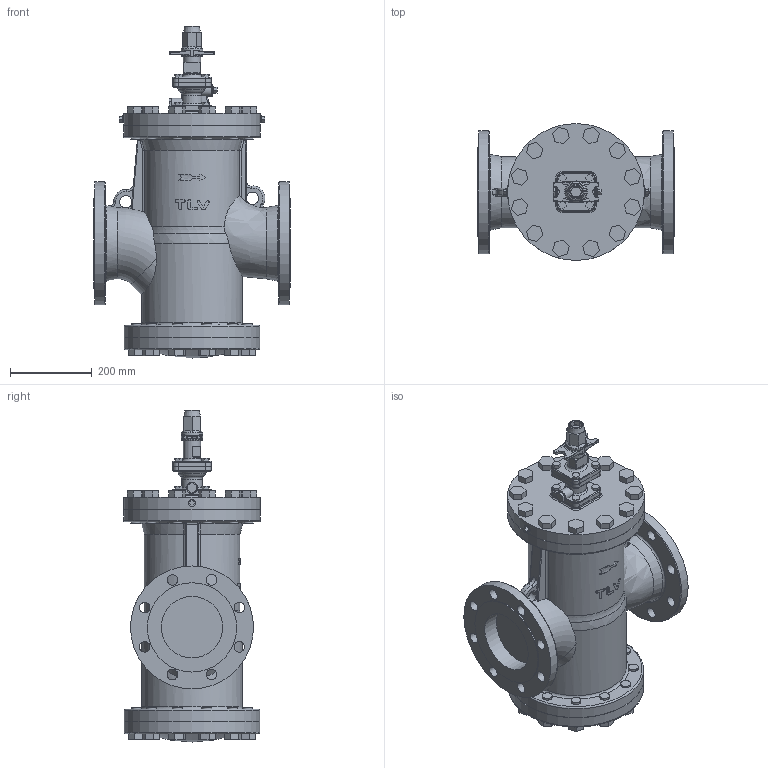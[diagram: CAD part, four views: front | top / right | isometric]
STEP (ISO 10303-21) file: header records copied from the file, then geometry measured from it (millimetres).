
FILE_DESCRIPTION(/* description */ (''),/* implementation_level */ '2;1');
FILE_NAME(/* name */ 'csr16-150-e0040-00.stp',/* time_stamp */ '2018-02-07T15:26:58+09:00',/* author */ ('nakaot'),/* organization */ (''),/* preprocessor_version */ 'ST-DEVELOPER v15.6',/* originating_system */ 'Autodesk Inventor 2015',/* authorisation */ '');
FILE_SCHEMA (('CONFIG_CONTROL_DESIGN'));
Length unit declared in the file: millimetre
Products named in the file (1): csr16-150-e0040-00
Bounding box: 480 x 334 x 810 mm (x, y, z)
Volume: 40138647.3 mm3; surface area: 1439339.9 mm2
Topology: 1 solids, 1 shells, 806 faces, 2011 edges, 1257 vertices
Faces by surface type: plane 417, cylinder 248, torus 64, bspline 54, cone 12, sphere 11
Full cylindrical faces by diameter (mm): 10 x8, 17 x3, 21 x1, 24 x48, 26 x16, 27 x1, 30 x2, 42 x1, 52 x1, 61.705 x1, 63.837 x1, 150 x2, 184.144 x1, 218 x2, 246 x1, 255.783 x1, 300 x2, 330 x2, 334 x2
Entity records: 25353 total; most frequent: CARTESIAN_POINT 6827, DIRECTION 3780, ORIENTED_EDGE 3676, EDGE_CURVE 1838, AXIS2_PLACEMENT_3D 1385, VERTEX_POINT 1224, EDGE_LOOP 1088, LINE 1010
